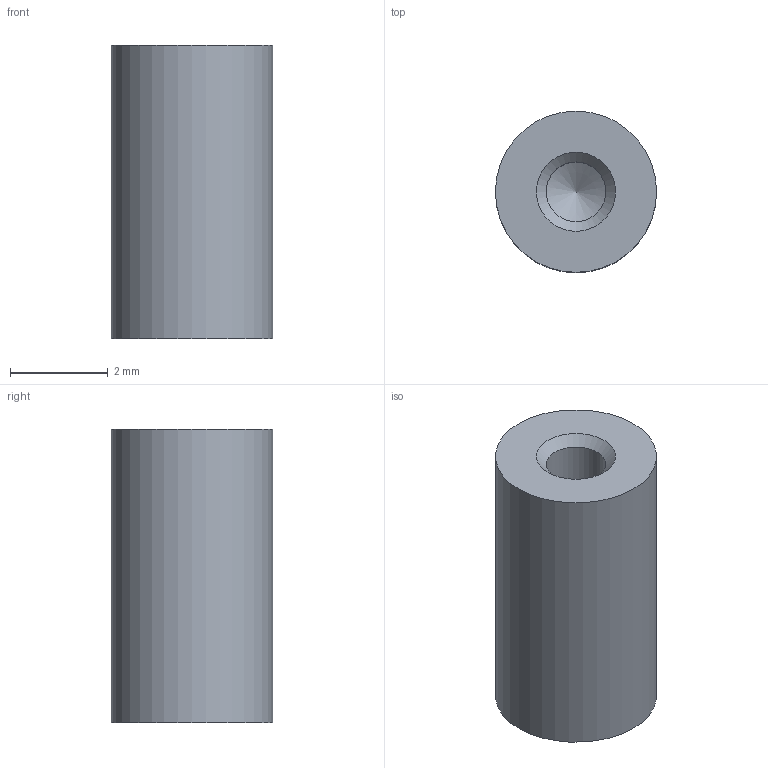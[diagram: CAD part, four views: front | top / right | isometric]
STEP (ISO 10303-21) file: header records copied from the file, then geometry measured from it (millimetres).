
FILE_DESCRIPTION(/* description */ ('Unknown'),/* implementation_level */ '2;1');
FILE_NAME(/* name */ '97730606330',/* time_stamp */ '2018-08-14T10:01:39+02:00',/* author */ ('Unknown'),/* organization */ ('Unknown'),/* preprocessor_version */ 'ST-DEVELOPER v16.7',/* originating_system */ 'DEX',/* authorisation */ $);
FILE_SCHEMA (('AUTOMOTIVE_DESIGN {1 0 10303 214 3 1 1}'));
Length unit declared in the file: millimetre
Products named in the file (1): 97730606330
Bounding box: 3.3 x 3.3 x 6 mm (x, y, z)
Volume: 47.4 mm3; surface area: 91.1 mm2
Topology: 1 solids, 1 shells, 7 faces, 14 edges, 9 vertices
Faces by surface type: cylinder 3, plane 2, cone 2
Full cylindrical faces by diameter (mm): 1.221 x2, 3.3 x1
Entity records: 211 total; most frequent: DIRECTION 28, CARTESIAN_POINT 21, AXIS2_PLACEMENT_3D 14, FACE_BOUND 13, ORIENTED_EDGE 12, EDGE_LOOP 12, VERTEX_POINT 7, STYLED_ITEM 7
